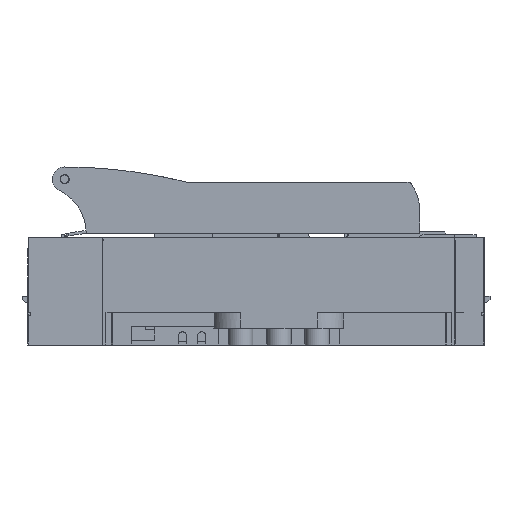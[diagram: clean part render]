
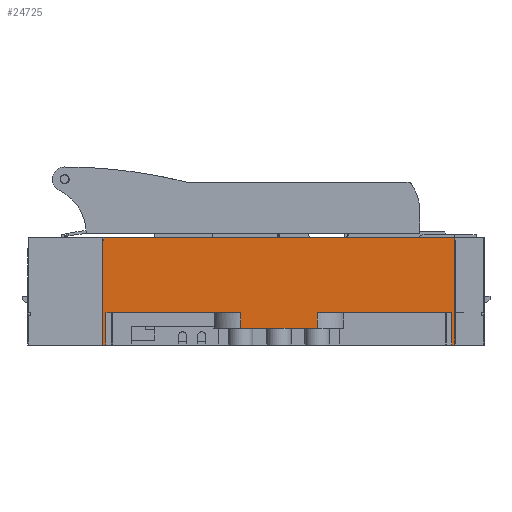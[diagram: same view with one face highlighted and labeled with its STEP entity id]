
A CAD part, front view. The second image highlights one B-rep face of the part: STEP entity #24725.
In plain terms, the highlighted face is planar.
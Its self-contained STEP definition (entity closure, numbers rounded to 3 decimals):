
#23971 = VERTEX_POINT('',#23972);
#23972 = CARTESIAN_POINT('',(-113.,91.75,21.));
#23978 = EDGE_CURVE('',#23971,#23979,#23981,.T.);
#23979 = VERTEX_POINT('',#23980);
#23980 = CARTESIAN_POINT('',(-25.,91.75,21.));
#23981 = LINE('',#23982,#23983);
#23982 = CARTESIAN_POINT('',(-69.,91.75,21.));
#23983 = VECTOR('',#23984,1.);
#23984 = DIRECTION('',(1.,0.,0.));
#24090 = EDGE_CURVE('',#23979,#24091,#24093,.T.);
#24091 = VERTEX_POINT('',#24092);
#24092 = CARTESIAN_POINT('',(-25.,91.75,11.));
#24093 = LINE('',#24094,#24095);
#24094 = CARTESIAN_POINT('',(-25.,91.75,12.66));
#24095 = VECTOR('',#24096,1.);
#24096 = DIRECTION('',(0.,0.,-1.));
#24340 = VERTEX_POINT('',#24341);
#24341 = CARTESIAN_POINT('',(-115.,91.75,0.));
#24347 = EDGE_CURVE('',#24340,#24348,#24350,.T.);
#24348 = VERTEX_POINT('',#24349);
#24349 = CARTESIAN_POINT('',(-113.,91.75,0.));
#24350 = LINE('',#24351,#24352);
#24351 = CARTESIAN_POINT('',(-114.,91.75,0.));
#24352 = VECTOR('',#24353,1.);
#24353 = DIRECTION('',(1.,0.,0.));
#24715 = EDGE_CURVE('',#24348,#23971,#24716,.T.);
#24716 = LINE('',#24717,#24718);
#24717 = CARTESIAN_POINT('',(-113.,91.75,10.5));
#24718 = VECTOR('',#24719,1.);
#24719 = DIRECTION('',(0.,0.,1.));
#24725 = ADVANCED_FACE('',(#24726),#24794,.T.);
#24726 = FACE_BOUND('',#24727,.T.);
#24727 = EDGE_LOOP('',(#24728,#24729,#24737,#24745,#24753,#24761,#24769,
    #24777,#24785,#24791,#24792,#24793));
#24728 = ORIENTED_EDGE('',*,*,#24347,.F.);
#24729 = ORIENTED_EDGE('',*,*,#24730,.T.);
#24730 = EDGE_CURVE('',#24340,#24731,#24733,.T.);
#24731 = VERTEX_POINT('',#24732);
#24732 = CARTESIAN_POINT('',(-115.,91.75,70.));
#24733 = LINE('',#24734,#24735);
#24734 = CARTESIAN_POINT('',(-115.,91.75,35.));
#24735 = VECTOR('',#24736,1.);
#24736 = DIRECTION('',(0.,0.,1.));
#24737 = ORIENTED_EDGE('',*,*,#24738,.T.);
#24738 = EDGE_CURVE('',#24731,#24739,#24741,.T.);
#24739 = VERTEX_POINT('',#24740);
#24740 = CARTESIAN_POINT('',(115.,91.75,70.));
#24741 = LINE('',#24742,#24743);
#24742 = CARTESIAN_POINT('',(0.,91.75,70.));
#24743 = VECTOR('',#24744,1.);
#24744 = DIRECTION('',(1.,0.,0.));
#24745 = ORIENTED_EDGE('',*,*,#24746,.F.);
#24746 = EDGE_CURVE('',#24747,#24739,#24749,.T.);
#24747 = VERTEX_POINT('',#24748);
#24748 = CARTESIAN_POINT('',(115.,91.75,0.));
#24749 = LINE('',#24750,#24751);
#24750 = CARTESIAN_POINT('',(115.,91.75,35.));
#24751 = VECTOR('',#24752,1.);
#24752 = DIRECTION('',(0.,0.,1.));
#24753 = ORIENTED_EDGE('',*,*,#24754,.F.);
#24754 = EDGE_CURVE('',#24755,#24747,#24757,.T.);
#24755 = VERTEX_POINT('',#24756);
#24756 = CARTESIAN_POINT('',(113.,91.75,0.));
#24757 = LINE('',#24758,#24759);
#24758 = CARTESIAN_POINT('',(114.,91.75,0.));
#24759 = VECTOR('',#24760,1.);
#24760 = DIRECTION('',(1.,0.,0.));
#24761 = ORIENTED_EDGE('',*,*,#24762,.T.);
#24762 = EDGE_CURVE('',#24755,#24763,#24765,.T.);
#24763 = VERTEX_POINT('',#24764);
#24764 = CARTESIAN_POINT('',(113.,91.75,21.));
#24765 = LINE('',#24766,#24767);
#24766 = CARTESIAN_POINT('',(113.,91.75,10.5));
#24767 = VECTOR('',#24768,1.);
#24768 = DIRECTION('',(0.,0.,1.));
#24769 = ORIENTED_EDGE('',*,*,#24770,.F.);
#24770 = EDGE_CURVE('',#24771,#24763,#24773,.T.);
#24771 = VERTEX_POINT('',#24772);
#24772 = CARTESIAN_POINT('',(25.,91.75,21.));
#24773 = LINE('',#24774,#24775);
#24774 = CARTESIAN_POINT('',(69.,91.75,21.));
#24775 = VECTOR('',#24776,1.);
#24776 = DIRECTION('',(1.,0.,0.));
#24777 = ORIENTED_EDGE('',*,*,#24778,.F.);
#24778 = EDGE_CURVE('',#24779,#24771,#24781,.T.);
#24779 = VERTEX_POINT('',#24780);
#24780 = CARTESIAN_POINT('',(25.,91.75,11.));
#24781 = LINE('',#24782,#24783);
#24782 = CARTESIAN_POINT('',(25.,91.75,16.));
#24783 = VECTOR('',#24784,1.);
#24784 = DIRECTION('',(0.,0.,1.));
#24785 = ORIENTED_EDGE('',*,*,#24786,.T.);
#24786 = EDGE_CURVE('',#24779,#24091,#24787,.T.);
#24787 = LINE('',#24788,#24789);
#24788 = CARTESIAN_POINT('',(0.,91.75,11.));
#24789 = VECTOR('',#24790,1.);
#24790 = DIRECTION('',(-1.,0.,0.));
#24791 = ORIENTED_EDGE('',*,*,#24090,.F.);
#24792 = ORIENTED_EDGE('',*,*,#23978,.F.);
#24793 = ORIENTED_EDGE('',*,*,#24715,.F.);
#24794 = PLANE('',#24795);
#24795 = AXIS2_PLACEMENT_3D('',#24796,#24797,#24798);
#24796 = CARTESIAN_POINT('',(0.,91.75,0.));
#24797 = DIRECTION('',(0.,1.,0.));
#24798 = DIRECTION('',(0.,-0.,1.));
